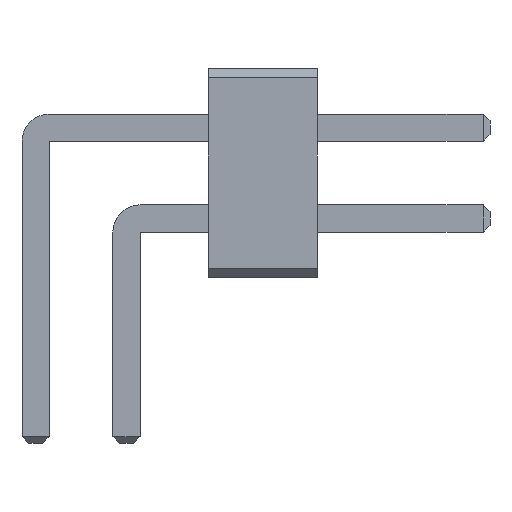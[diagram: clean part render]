
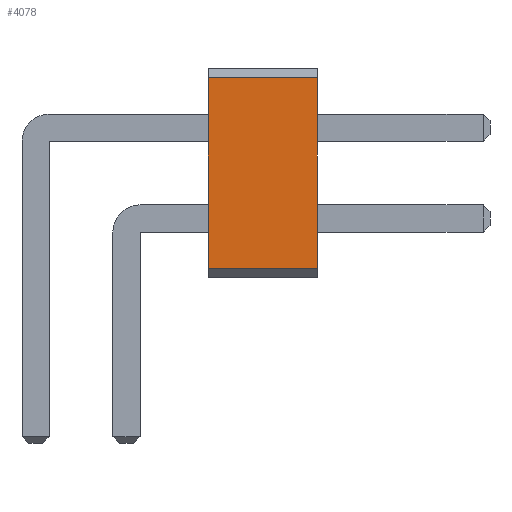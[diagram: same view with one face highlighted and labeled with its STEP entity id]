
A CAD part, front view. The second image highlights one B-rep face of the part: STEP entity #4078.
In plain terms, the highlighted planar face has unit normal (0, -1, 0).
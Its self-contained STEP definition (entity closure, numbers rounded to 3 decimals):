
#406 = VERTEX_POINT('',#407);
#407 = CARTESIAN_POINT('',(1.9,-11.5,2.2));
#413 = EDGE_CURVE('',#414,#406,#416,.T.);
#414 = VERTEX_POINT('',#415);
#415 = CARTESIAN_POINT('',(1.9,-11.5,0.1));
#416 = LINE('',#417,#418);
#417 = CARTESIAN_POINT('',(1.9,-11.5,0.1));
#418 = VECTOR('',#419,1.);
#419 = DIRECTION('',(0.,0.,1.));
#1799 = VERTEX_POINT('',#1800);
#1800 = CARTESIAN_POINT('',(3.1,-11.5,2.2));
#1806 = EDGE_CURVE('',#1807,#1799,#1809,.T.);
#1807 = VERTEX_POINT('',#1808);
#1808 = CARTESIAN_POINT('',(3.1,-11.5,0.1));
#1809 = LINE('',#1810,#1811);
#1810 = CARTESIAN_POINT('',(3.1,-11.5,0.1));
#1811 = VECTOR('',#1812,1.);
#1812 = DIRECTION('',(0.,0.,1.));
#4050 = EDGE_CURVE('',#414,#1807,#4051,.T.);
#4051 = LINE('',#4052,#4053);
#4052 = CARTESIAN_POINT('',(1.9,-11.5,0.1));
#4053 = VECTOR('',#4054,1.);
#4054 = DIRECTION('',(1.,0.,0.));
#4078 = ADVANCED_FACE('',(#4079),#4090,.T.);
#4079 = FACE_BOUND('',#4080,.T.);
#4080 = EDGE_LOOP('',(#4081,#4082,#4083,#4089));
#4081 = ORIENTED_EDGE('',*,*,#4050,.T.);
#4082 = ORIENTED_EDGE('',*,*,#1806,.T.);
#4083 = ORIENTED_EDGE('',*,*,#4084,.F.);
#4084 = EDGE_CURVE('',#406,#1799,#4085,.T.);
#4085 = LINE('',#4086,#4087);
#4086 = CARTESIAN_POINT('',(1.9,-11.5,2.2));
#4087 = VECTOR('',#4088,1.);
#4088 = DIRECTION('',(1.,0.,0.));
#4089 = ORIENTED_EDGE('',*,*,#413,.F.);
#4090 = PLANE('',#4091);
#4091 = AXIS2_PLACEMENT_3D('',#4092,#4093,#4094);
#4092 = CARTESIAN_POINT('',(1.9,-11.5,0.1));
#4093 = DIRECTION('',(0.,-1.,0.));
#4094 = DIRECTION('',(0.,0.,1.));
